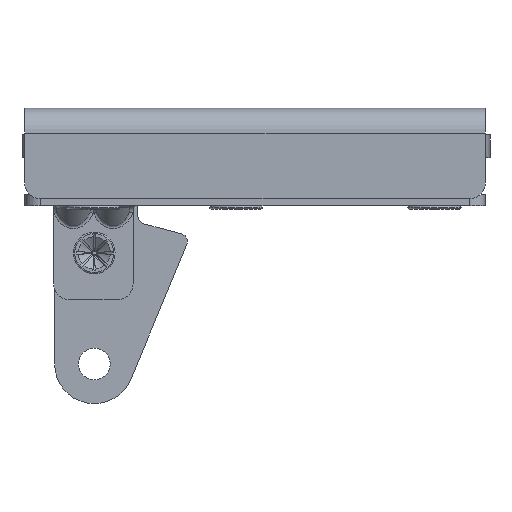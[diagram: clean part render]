
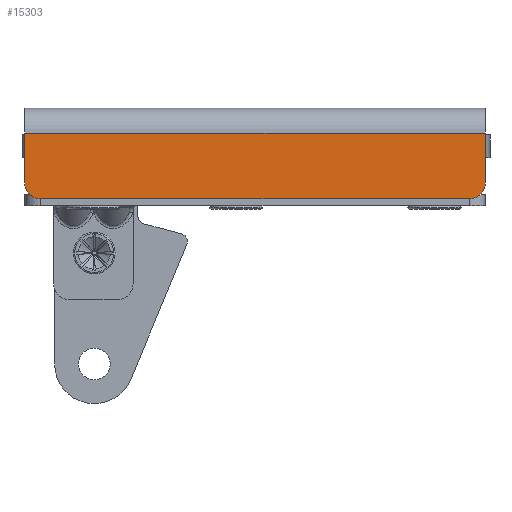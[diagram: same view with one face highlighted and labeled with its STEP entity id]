
A CAD part, front view. The second image highlights one B-rep face of the part: STEP entity #15303.
In plain terms, the highlighted planar face has unit normal (0, -1, 0).
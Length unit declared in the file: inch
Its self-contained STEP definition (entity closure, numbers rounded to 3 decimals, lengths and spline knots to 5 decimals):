
#15094=CARTESIAN_POINT('',(-2.334,-0.8395,-0.033));
#15095=VERTEX_POINT('',#15094);
#15102=CARTESIAN_POINT('',(-2.459,-0.8395,0.092));
#15103=VERTEX_POINT('',#15102);
#15104=CARTESIAN_POINT('',(-2.334,-0.8395,0.092));
#15105=DIRECTION('',(0.,-1.0,0.));
#15106=DIRECTION('',(-0.707,0.,-0.707));
#15107=AXIS2_PLACEMENT_3D('',#15104,#15105,#15106);
#15108=CIRCLE('',#15107,0.125);
#15109=EDGE_CURVE('',#15103,#15095,#15108,.T.);
#15126=CARTESIAN_POINT('',(-2.459,-0.8395,0.485));
#15127=VERTEX_POINT('',#15126);
#15128=CARTESIAN_POINT('',(-2.459,-0.8395,0.485));
#15129=DIRECTION('',(0.0,0.0,-1.0));
#15130=VECTOR('',#15129,0.393);
#15131=LINE('',#15128,#15130);
#15132=EDGE_CURVE('',#15127,#15103,#15131,.T.);
#15213=CARTESIAN_POINT('',(1.046,-0.8395,-0.033));
#15214=VERTEX_POINT('',#15213);
#15215=CARTESIAN_POINT('',(1.171,-0.8395,0.092));
#15216=VERTEX_POINT('',#15215);
#15217=CARTESIAN_POINT('',(1.046,-0.8395,0.092));
#15218=DIRECTION('',(0.,-1.0,0.));
#15219=DIRECTION('',(0.707,0.,-0.707));
#15220=AXIS2_PLACEMENT_3D('',#15217,#15218,#15219);
#15221=CIRCLE('',#15220,0.125);
#15222=EDGE_CURVE('',#15214,#15216,#15221,.T.);
#15262=CARTESIAN_POINT('',(1.171,-0.8395,0.485));
#15263=VERTEX_POINT('',#15262);
#15271=CARTESIAN_POINT('',(1.171,-0.8395,0.485));
#15272=DIRECTION('',(0.0,0.0,-1.0));
#15273=VECTOR('',#15272,0.393);
#15274=LINE('',#15271,#15273);
#15275=EDGE_CURVE('',#15263,#15216,#15274,.T.);
#15280=CARTESIAN_POINT('',(1.171,-0.8395,0.6795));
#15281=DIRECTION('',(0.0,1.0,0.0));
#15282=DIRECTION('',(0.0,0.0,-1.0));
#15283=AXIS2_PLACEMENT_3D('',#15280,#15281,#15282);
#15284=PLANE('',#15283);
#15285=ORIENTED_EDGE('',*,*,#15109,.T.);
#15286=CARTESIAN_POINT('',(1.046,-0.8395,-0.033));
#15287=DIRECTION('',(-1.0,0.0,0.0));
#15288=VECTOR('',#15287,3.38);
#15289=LINE('',#15286,#15288);
#15290=EDGE_CURVE('',#15214,#15095,#15289,.T.);
#15291=ORIENTED_EDGE('',*,*,#15290,.F.);
#15292=ORIENTED_EDGE('',*,*,#15222,.T.);
#15293=ORIENTED_EDGE('',*,*,#15275,.F.);
#15294=CARTESIAN_POINT('',(1.171,-0.8395,0.485));
#15295=DIRECTION('',(-1.0,0.0,0.0));
#15296=VECTOR('',#15295,3.63);
#15297=LINE('',#15294,#15296);
#15298=EDGE_CURVE('',#15263,#15127,#15297,.T.);
#15299=ORIENTED_EDGE('',*,*,#15298,.T.);
#15300=ORIENTED_EDGE('',*,*,#15132,.T.);
#15301=EDGE_LOOP('',(#15285,#15291,#15292,#15293,#15299,#15300));
#15302=FACE_OUTER_BOUND('',#15301,.T.);
#15303=ADVANCED_FACE('',(#15302),#15284,.F.);
